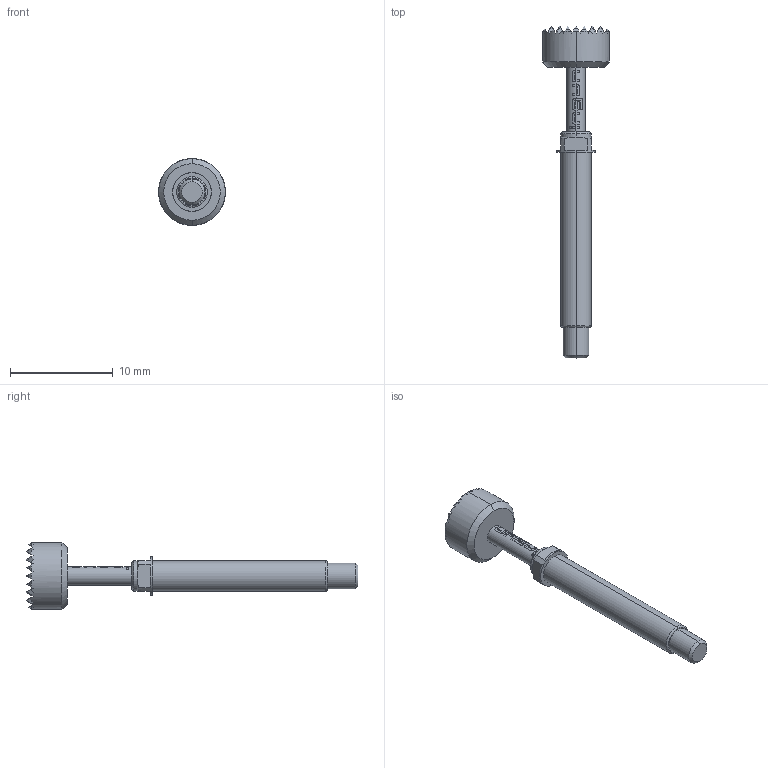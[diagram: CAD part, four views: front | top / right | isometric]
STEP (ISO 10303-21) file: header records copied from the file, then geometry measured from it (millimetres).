
FILE_DESCRIPTION (( 'STEP AP203' ), '1' );
FILE_NAME ('INGUN_GKS-103_206_650_A_xx02_MC.STEP', '2024-03-11T09:30:59', ( '' ), ( '' ), 'SwSTEP 2.0', 'SolidWorks 2021', '' );
FILE_SCHEMA (( 'CONFIG_CONTROL_DESIGN' ));
Length unit declared in the file: millimetre
Products named in the file (1): INGUN_GKS-103_206_650_A_xx02_MC
Bounding box: 6.5 x 32.3 x 6.5 mm (x, y, z)
Volume: 282.1 mm3; surface area: 417.3 mm2
Topology: 1 solids, 1 shells, 389 faces, 838 edges, 456 vertices
Faces by surface type: plane 266, bspline 49, cone 41, cylinder 31, torus 2
Entity records: 11550 total; most frequent: CARTESIAN_POINT 4156, ORIENTED_EDGE 1676, DIRECTION 1209, EDGE_CURVE 838, VERTEX_POINT 456, AXIS2_PLACEMENT_3D 415, EDGE_LOOP 394, ADVANCED_FACE 389
